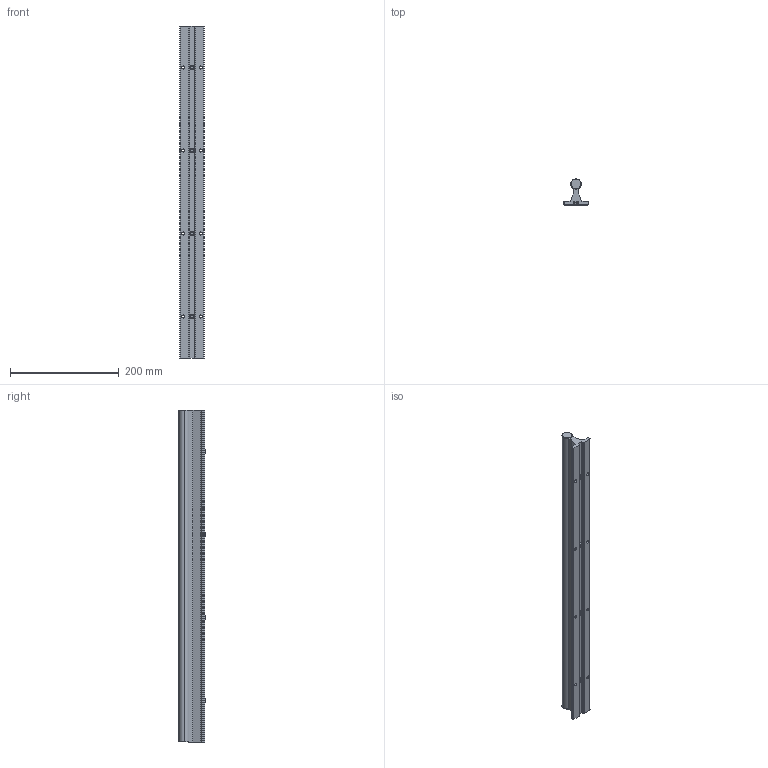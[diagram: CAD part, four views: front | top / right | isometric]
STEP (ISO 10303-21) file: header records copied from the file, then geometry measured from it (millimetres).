
FILE_DESCRIPTION (( 'STEP AP203' ), '1' );
FILE_NAME ('ShaftRailAssembly_648B5F0861.step', '2019-06-16T21:13:34', ( '' ), ( '' ), 'SwSTEP 2.0', 'SolidWorks 2018', '' );
FILE_SCHEMA (( 'CONFIG_CONTROL_DESIGN' ));
Length unit declared in the file: inch
Products named in the file (3): Dp17EXStRp_CADModel_0; ShaftRailAssembly_648B5F0861
Assembly tree (1 placements, depth 2):
  Dp17EXStRp_CADModel_0
  ShaftRailAssembly_648B5F0861
    Dp17EXStRp_CADModel_0
Bounding box: 44.45 x 47.88 x 609.6 mm (x, y, z)
Volume: 492835.1 mm3; surface area: 132867.2 mm2
Topology: 6 solids, 6 shells, 205 faces, 463 edges, 274 vertices
Faces by surface type: plane 71, cylinder 70, cone 64
Entity records: 6349 total; most frequent: CARTESIAN_POINT 1463, DIRECTION 1011, ORIENTED_EDGE 910, EDGE_CURVE 455, AXIS2_PLACEMENT_3D 390, VERTEX_POINT 274, EDGE_LOOP 241, LINE 231
